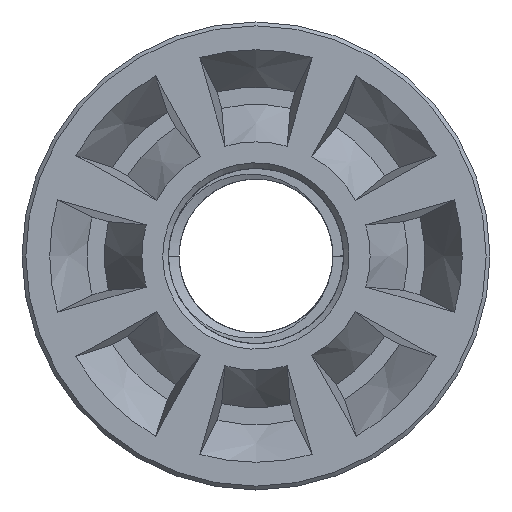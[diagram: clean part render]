
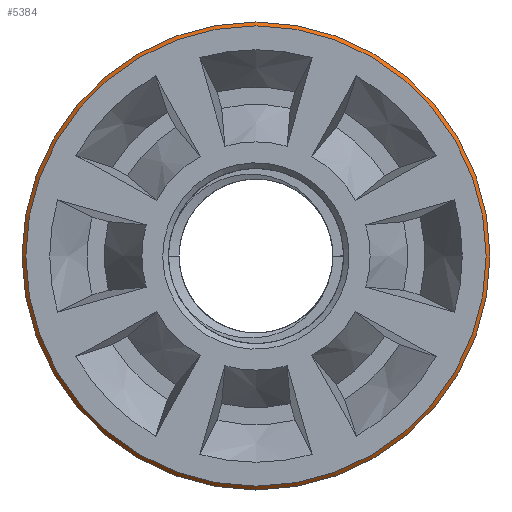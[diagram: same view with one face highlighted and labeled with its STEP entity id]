
A CAD part, front view. The second image highlights one B-rep face of the part: STEP entity #5384.
In plain terms, the highlighted conical face has half-angle 45.25 degrees and reference radius 44.198 mm.
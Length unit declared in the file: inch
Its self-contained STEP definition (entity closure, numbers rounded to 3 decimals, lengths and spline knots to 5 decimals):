
#5333=CARTESIAN_POINT('',(24.69455,1.94778,0.79101));
#5334=VERTEX_POINT('',#5333);
#5335=CARTESIAN_POINT('',(22.93582,1.94778,0.79101));
#5336=DIRECTION('',(0.,0.,-1.0));
#5337=DIRECTION('',(-1.0,0.,0.));
#5338=AXIS2_PLACEMENT_3D('',#5335,#5336,#5337);
#5339=CIRCLE('',#5338,1.75873);
#5340=EDGE_CURVE('',#5334,#5334,#5339,.F.);
#5365=CARTESIAN_POINT('',(22.93582,1.94778,0.80949));
#5366=DIRECTION('',(0.0,0.,-1.0));
#5367=DIRECTION('',(-1.0,0.,0.));
#5368=AXIS2_PLACEMENT_3D('',#5365,#5366,#5367);
#5369=CONICAL_SURFACE('',#5368,1.74009,45.25);
#5370=ORIENTED_EDGE('',*,*,#5340,.T.);
#5371=EDGE_LOOP('',(#5370));
#5372=FACE_OUTER_BOUND('',#5371,.T.);
#5373=CARTESIAN_POINT('',(21.20582,1.94778,0.81949));
#5374=VERTEX_POINT('',#5373);
#5375=CARTESIAN_POINT('',(22.93582,1.94778,0.81949));
#5376=DIRECTION('',(0.,0.,-1.0));
#5377=DIRECTION('',(-1.0,0.,0.));
#5378=AXIS2_PLACEMENT_3D('',#5375,#5376,#5377);
#5379=CIRCLE('',#5378,1.73);
#5380=EDGE_CURVE('',#5374,#5374,#5379,.T.);
#5381=ORIENTED_EDGE('',*,*,#5380,.T.);
#5382=EDGE_LOOP('',(#5381));
#5383=FACE_BOUND('',#5382,.T.);
#5384=ADVANCED_FACE('',(#5372,#5383),#5369,.T.);
